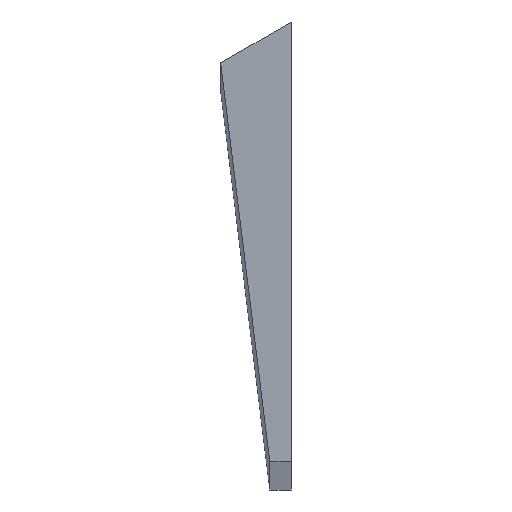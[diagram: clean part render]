
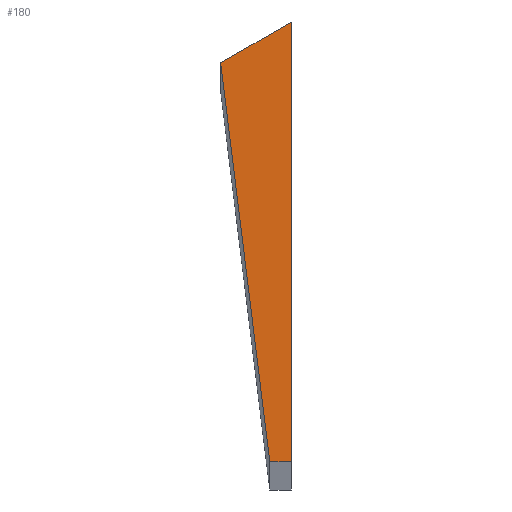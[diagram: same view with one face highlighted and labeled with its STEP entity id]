
A CAD part, top view. The second image highlights one B-rep face of the part: STEP entity #180.
In plain terms, the highlighted face is planar.
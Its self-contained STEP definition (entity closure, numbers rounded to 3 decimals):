
#42=ORIENTED_EDGE('',*,*,#92,.T.);
#43=ORIENTED_EDGE('',*,*,#83,.T.);
#44=ORIENTED_EDGE('',*,*,#87,.T.);
#45=ORIENTED_EDGE('',*,*,#90,.T.);
#51=VECTOR('',#109,1.);
#55=VECTOR('',#115,1.);
#58=VECTOR('',#120,1.);
#60=VECTOR('',#124,1.);
#63=LINE('',#139,#51);
#67=LINE('',#147,#55);
#70=LINE('',#153,#58);
#72=LINE('',#156,#60);
#75=VERTEX_POINT('',#136);
#76=VERTEX_POINT('',#138);
#79=VERTEX_POINT('',#145);
#81=VERTEX_POINT('',#151);
#83=EDGE_CURVE('',#76,#75,#63,.T.);
#87=EDGE_CURVE('',#75,#79,#67,.T.);
#90=EDGE_CURVE('',#79,#81,#70,.T.);
#92=EDGE_CURVE('',#81,#76,#72,.T.);
#98=EDGE_LOOP('',(#42,#43,#44,#45));
#104=FACE_BOUND('',#98,.T.);
#109=DIRECTION('',(0.,0.,0.673));
#115=DIRECTION('',(0.,13.67,0.));
#120=DIRECTION('',(0.,-1.27,-2.2));
#124=DIRECTION('',(0.,-12.4,1.527));
#126=DIRECTION('',(-1.,0.,0.));
#127=DIRECTION('',(0.,1.,0.));
#136=CARTESIAN_POINT('',(0.,7.6,-1.9));
#138=CARTESIAN_POINT('',(0.,7.6,-2.573));
#139=CARTESIAN_POINT('',(0.,7.6,-2.573));
#145=CARTESIAN_POINT('',(0.,21.27,-1.9));
#147=CARTESIAN_POINT('',(0.,7.6,-1.9));
#151=CARTESIAN_POINT('',(0.,20.,-4.1));
#153=CARTESIAN_POINT('',(0.,21.27,-1.9));
#156=CARTESIAN_POINT('',(0.,20.,-4.1));
#158=CARTESIAN_POINT('',(0.,20.,-4.1));
#166=AXIS2_PLACEMENT_3D('',#158,#126,#127);
#174=PLANE('',#166);
#180=ADVANCED_FACE('',(#104),#174,.T.);
